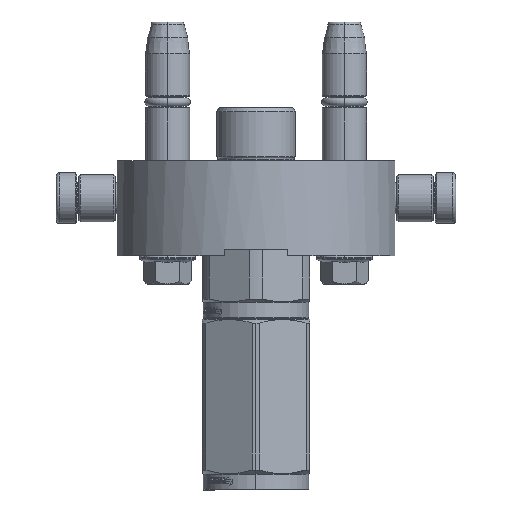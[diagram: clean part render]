
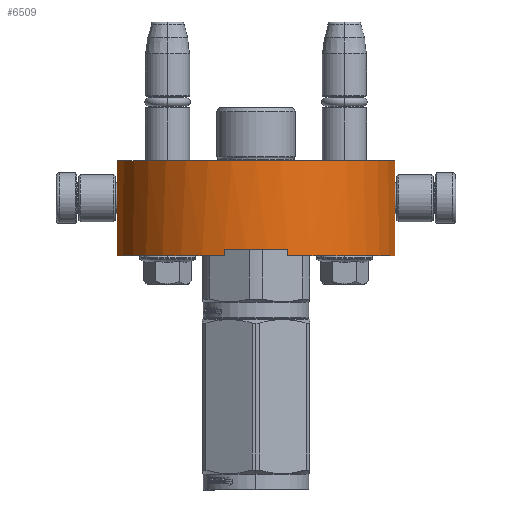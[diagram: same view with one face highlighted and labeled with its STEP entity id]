
A CAD part, left-side view. The second image highlights one B-rep face of the part: STEP entity #6509.
In plain terms, the highlighted cylindrical face has radius 44.75 mm (diameter 89.5 mm), a partial arc.
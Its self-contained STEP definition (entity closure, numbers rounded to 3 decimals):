
#474 = EDGE_CURVE ( 'NONE', #9823, #15671, #15604, .T. ) ;
#609 = CARTESIAN_POINT ( 'NONE',  ( 0., 30., 0. ) ) ;
#1242 = EDGE_CURVE ( 'NONE', #48298, #9823, #20679, .T. ) ;
#2210 = VECTOR ( 'NONE', #39014, 1000. ) ;
#2325 = CARTESIAN_POINT ( 'NONE',  ( -10., 28., 43.618 ) ) ;
#4023 = CIRCLE ( 'NONE', #11332, 44.75 ) ;
#4601 = DIRECTION ( 'NONE',  ( 0., 1., 0. ) ) ;
#4764 = DIRECTION ( 'NONE',  ( 1., 0., 0. ) ) ;
#6509 = ADVANCED_FACE ( 'NONE', ( #29978 ), #23595, .T. ) ;
#6656 = VERTEX_POINT ( 'NONE', #29898 ) ;
#7073 = DIRECTION ( 'NONE',  ( -0.983, 0., 0.182 ) ) ;
#7706 = AXIS2_PLACEMENT_3D ( 'NONE', #14276, #42757, #26180 ) ;
#8739 = ORIENTED_EDGE ( 'NONE', *, *, #36967, .F. ) ;
#9766 = VERTEX_POINT ( 'NONE', #14299 ) ;
#9823 = VERTEX_POINT ( 'NONE', #10901 ) ;
#10664 = EDGE_CURVE ( 'NONE', #22071, #15671, #26448, .T. ) ;
#10823 = DIRECTION ( 'NONE',  ( 0., 1., 0. ) ) ;
#10901 = CARTESIAN_POINT ( 'NONE',  ( -44., 30., 8.159 ) ) ;
#11332 = AXIS2_PLACEMENT_3D ( 'NONE', #609, #33775, #20969 ) ;
#11501 = CARTESIAN_POINT ( 'NONE',  ( 10., 28., 43.618 ) ) ;
#12590 = VECTOR ( 'NONE', #42206, 1000. ) ;
#12824 = ORIENTED_EDGE ( 'NONE', *, *, #46546, .T. ) ;
#14276 = CARTESIAN_POINT ( 'NONE',  ( 0., 28., 0. ) ) ;
#14299 = CARTESIAN_POINT ( 'NONE',  ( 44., 0., 8.159 ) ) ;
#14437 = ORIENTED_EDGE ( 'NONE', *, *, #14549, .T. ) ;
#14549 = EDGE_CURVE ( 'NONE', #9766, #6656, #19747, .T. ) ;
#15604 = CIRCLE ( 'NONE', #52572, 44.75 ) ;
#15671 = VERTEX_POINT ( 'NONE', #22710 ) ;
#15935 = VECTOR ( 'NONE', #52781, 1000. ) ;
#16455 = LINE ( 'NONE', #38105, #12590 ) ;
#18660 = CARTESIAN_POINT ( 'NONE',  ( -44., 0., 8.159 ) ) ;
#19739 = EDGE_LOOP ( 'NONE', ( #42024, #38699, #23474, #12824, #14437, #51276, #32824, #8739 ) ) ;
#19747 = LINE ( 'NONE', #45098, #15935 ) ;
#20679 = LINE ( 'NONE', #44909, #22563 ) ;
#20969 = DIRECTION ( 'NONE',  ( 0.223, 0., 0.975 ) ) ;
#21511 = VERTEX_POINT ( 'NONE', #28694 ) ;
#22071 = VERTEX_POINT ( 'NONE', #40213 ) ;
#22563 = VECTOR ( 'NONE', #4601, 1000. ) ;
#22710 = CARTESIAN_POINT ( 'NONE',  ( -10., 30., 43.618 ) ) ;
#23474 = ORIENTED_EDGE ( 'NONE', *, *, #1242, .F. ) ;
#23595 = CYLINDRICAL_SURFACE ( 'NONE', #41456, 44.75 ) ;
#25079 = DIRECTION ( 'NONE',  ( 0., -1., 0. ) ) ;
#26180 = DIRECTION ( 'NONE',  ( -0.223, 0., 0.975 ) ) ;
#26448 = LINE ( 'NONE', #2325, #2210 ) ;
#26529 = VERTEX_POINT ( 'NONE', #11501 ) ;
#27380 = DIRECTION ( 'NONE',  ( 0., 1., 0. ) ) ;
#28694 = CARTESIAN_POINT ( 'NONE',  ( 10., 30., 43.618 ) ) ;
#28974 = EDGE_CURVE ( 'NONE', #26529, #21511, #16455, .T. ) ;
#29898 = CARTESIAN_POINT ( 'NONE',  ( 44., 30., 8.159 ) ) ;
#29978 = FACE_OUTER_BOUND ( 'NONE', #19739, .T. ) ;
#32824 = ORIENTED_EDGE ( 'NONE', *, *, #28974, .F. ) ;
#33775 = DIRECTION ( 'NONE',  ( 0., 1., 0. ) ) ;
#36967 = EDGE_CURVE ( 'NONE', #22071, #26529, #38881, .T. ) ;
#38105 = CARTESIAN_POINT ( 'NONE',  ( 10., 28., 43.618 ) ) ;
#38699 = ORIENTED_EDGE ( 'NONE', *, *, #474, .F. ) ;
#38881 = CIRCLE ( 'NONE', #7706, 44.75 ) ;
#39014 = DIRECTION ( 'NONE',  ( 0., 1., 0. ) ) ;
#40213 = CARTESIAN_POINT ( 'NONE',  ( -10., 28., 43.618 ) ) ;
#41456 = AXIS2_PLACEMENT_3D ( 'NONE', #45235, #25079, #4764 ) ;
#42024 = ORIENTED_EDGE ( 'NONE', *, *, #10664, .T. ) ;
#42197 = CIRCLE ( 'NONE', #42224, 44.75 ) ;
#42206 = DIRECTION ( 'NONE',  ( 0., 1., 0. ) ) ;
#42224 = AXIS2_PLACEMENT_3D ( 'NONE', #43599, #27380, #43252 ) ;
#42757 = DIRECTION ( 'NONE',  ( 0., 1., 0. ) ) ;
#43252 = DIRECTION ( 'NONE',  ( -0.983, 0., 0.182 ) ) ;
#43599 = CARTESIAN_POINT ( 'NONE',  ( 0., 0., 0. ) ) ;
#44909 = CARTESIAN_POINT ( 'NONE',  ( -44., 0., 8.159 ) ) ;
#45098 = CARTESIAN_POINT ( 'NONE',  ( 44., 0., 8.159 ) ) ;
#45235 = CARTESIAN_POINT ( 'NONE',  ( 0., 0., 0. ) ) ;
#46546 = EDGE_CURVE ( 'NONE', #48298, #9766, #42197, .T. ) ;
#47142 = CARTESIAN_POINT ( 'NONE',  ( 0., 30., 0. ) ) ;
#48298 = VERTEX_POINT ( 'NONE', #18660 ) ;
#50721 = EDGE_CURVE ( 'NONE', #21511, #6656, #4023, .T. ) ;
#51276 = ORIENTED_EDGE ( 'NONE', *, *, #50721, .F. ) ;
#52572 = AXIS2_PLACEMENT_3D ( 'NONE', #47142, #10823, #7073 ) ;
#52781 = DIRECTION ( 'NONE',  ( 0., 1., 0. ) ) ;
